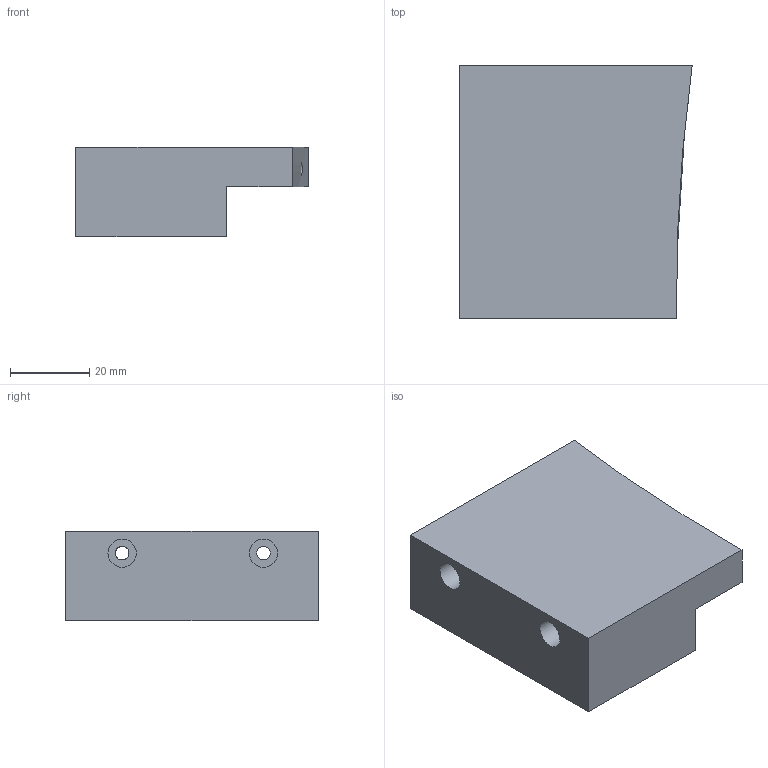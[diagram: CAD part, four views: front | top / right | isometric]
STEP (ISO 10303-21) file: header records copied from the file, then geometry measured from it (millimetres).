
FILE_DESCRIPTION(('FreeCAD Model'),'2;1');
FILE_NAME('Open CASCADE Shape Model','2025-08-25T16:06:21',(''),(''), 'Open CASCADE STEP processor 7.8','FreeCAD','Unknown');
FILE_SCHEMA(('AUTOMOTIVE_DESIGN { 1 0 10303 214 1 1 1 1 }'));
Length unit declared in the file: millimetre
Products named in the file (1): Pad006
Bounding box: 58.74 x 63.9 x 22.73 mm (x, y, z)
Volume: 50828.2 mm3; surface area: 19340.5 mm2
Topology: 1 solids, 1 shells, 28 faces, 66 edges, 44 vertices
Faces by surface type: plane 23, cylinder 5
Full cylindrical faces by diameter (mm): 3.454 x2, 7.144 x2
Entity records: 912 total; most frequent: CARTESIAN_POINT 225, ORIENTED_EDGE 132, DIRECTION 130, EDGE_CURVE 66, LINE 56, VECTOR 56, VERTEX_POINT 44, AXIS2_PLACEMENT_3D 37
